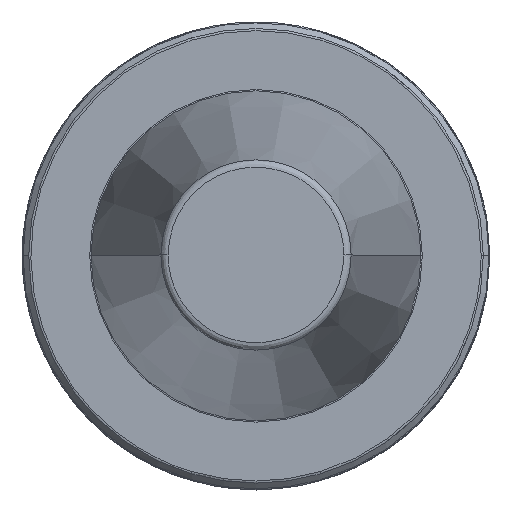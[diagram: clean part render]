
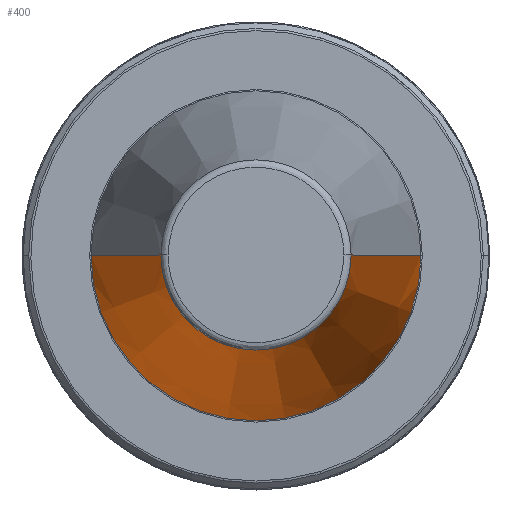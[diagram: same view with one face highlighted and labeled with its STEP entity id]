
A CAD part, top view. The second image highlights one B-rep face of the part: STEP entity #400.
In plain terms, the highlighted conical face has half-angle 8.297 degrees and reference radius 12.812 mm.
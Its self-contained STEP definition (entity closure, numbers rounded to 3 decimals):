
#216 = EDGE_CURVE ( 'NONE', #2488, #3896, #1638, .T. ) ;
#267 = AXIS2_PLACEMENT_3D ( 'NONE', #1186, #3676, #1580 ) ;
#302 = CARTESIAN_POINT ( 'NONE',  ( 12.812, 0., 64.544 ) ) ;
#337 = CIRCLE ( 'NONE', #2370, 12.812 ) ;
#400 = ADVANCED_FACE ( 'NONE', ( #1564 ), #1513, .T. ) ;
#937 = EDGE_LOOP ( 'NONE', ( #2978, #3119, #3163, #3193 ) ) ;
#1006 = VECTOR ( 'NONE', #3777, 1000. ) ;
#1012 = LINE ( 'NONE', #3708, #1006 ) ;
#1020 = VECTOR ( 'NONE', #3733, 1000. ) ;
#1044 = LINE ( 'NONE', #3725, #1020 ) ;
#1083 = EDGE_CURVE ( 'NONE', #2301, #2488, #1044, .T. ) ;
#1112 = EDGE_CURVE ( 'NONE', #3155, #3896, #1012, .T. ) ;
#1186 = CARTESIAN_POINT ( 'NONE',  ( 0., 0., 0. ) ) ;
#1386 = CARTESIAN_POINT ( 'NONE',  ( -12.812, 0., 64.544 ) ) ;
#1513 = CONICAL_SURFACE ( 'NONE', #3884, 12.812, 0.145 ) ;
#1564 = FACE_OUTER_BOUND ( 'NONE', #937, .T. ) ;
#1580 = DIRECTION ( 'NONE',  ( 1., 0., 0. ) ) ;
#1634 = CARTESIAN_POINT ( 'NONE',  ( -22.225, 0., 0. ) ) ;
#1638 = CIRCLE ( 'NONE', #267, 22.225 ) ;
#1641 = EDGE_CURVE ( 'NONE', #2301, #3155, #337, .T. ) ;
#1655 = DIRECTION ( 'NONE',  ( 0., 0., -1. ) ) ;
#1933 = CARTESIAN_POINT ( 'NONE',  ( 0., 0., 64.544 ) ) ;
#2020 = CARTESIAN_POINT ( 'NONE',  ( 22.225, 0., 0. ) ) ;
#2301 = VERTEX_POINT ( 'NONE', #1386 ) ;
#2370 = AXIS2_PLACEMENT_3D ( 'NONE', #3569, #3567, #3562 ) ;
#2418 = DIRECTION ( 'NONE',  ( -1., 0., 0. ) ) ;
#2488 = VERTEX_POINT ( 'NONE', #1634 ) ;
#2978 = ORIENTED_EDGE ( 'NONE', *, *, #1112, .F. ) ;
#3119 = ORIENTED_EDGE ( 'NONE', *, *, #1641, .F. ) ;
#3155 = VERTEX_POINT ( 'NONE', #302 ) ;
#3163 = ORIENTED_EDGE ( 'NONE', *, *, #1083, .T. ) ;
#3193 = ORIENTED_EDGE ( 'NONE', *, *, #216, .T. ) ;
#3562 = DIRECTION ( 'NONE',  ( -1., 0., 0. ) ) ;
#3567 = DIRECTION ( 'NONE',  ( 0., 0., 1. ) ) ;
#3569 = CARTESIAN_POINT ( 'NONE',  ( 0., 0., 64.544 ) ) ;
#3676 = DIRECTION ( 'NONE',  ( 0., 0., 1. ) ) ;
#3708 = CARTESIAN_POINT ( 'NONE',  ( 12.812, 0., 64.544 ) ) ;
#3725 = CARTESIAN_POINT ( 'NONE',  ( -12.812, 0., 64.544 ) ) ;
#3733 = DIRECTION ( 'NONE',  ( -0.144, 0., -0.99 ) ) ;
#3777 = DIRECTION ( 'NONE',  ( 0.144, 0., -0.99 ) ) ;
#3884 = AXIS2_PLACEMENT_3D ( 'NONE', #1933, #1655, #2418 ) ;
#3896 = VERTEX_POINT ( 'NONE', #2020 ) ;
